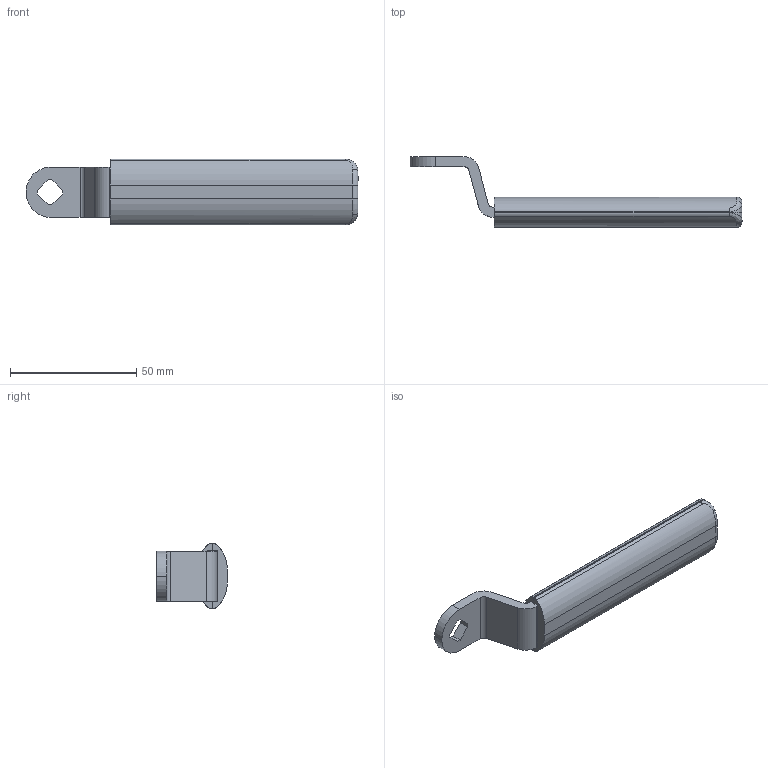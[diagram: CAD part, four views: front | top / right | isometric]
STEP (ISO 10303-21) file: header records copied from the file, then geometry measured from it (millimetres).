
FILE_DESCRIPTION(('STEP AP203'),'1');
FILE_NAME('012.A1.step','2012-07-17T13:38:47',(' '),(' '),'Spatial InterOp 3D',' ',' ');
FILE_SCHEMA(('CONFIG_CONTROL_DESIGN'));
Length unit declared in the file: millimetre
Products named in the file (3): 1; 2; 3
Bounding box: 131.5 x 28 x 26 mm (x, y, z)
Volume: 27689.7 mm3; surface area: 19057.9 mm2
Topology: 3 solids, 3 shells, 94 faces, 242 edges, 158 vertices
Faces by surface type: plane 56, cylinder 30, bspline 4, torus 4
Full cylindrical faces by diameter (mm): 2.7 x2, 5.8 x2
Entity records: 4056 total; most frequent: CARTESIAN_POINT 1593, DIRECTION 482, ORIENTED_EDGE 480, EDGE_CURVE 240, LINE 168, VECTOR 168, VERTEX_POINT 160, AXIS2_PLACEMENT_3D 157
